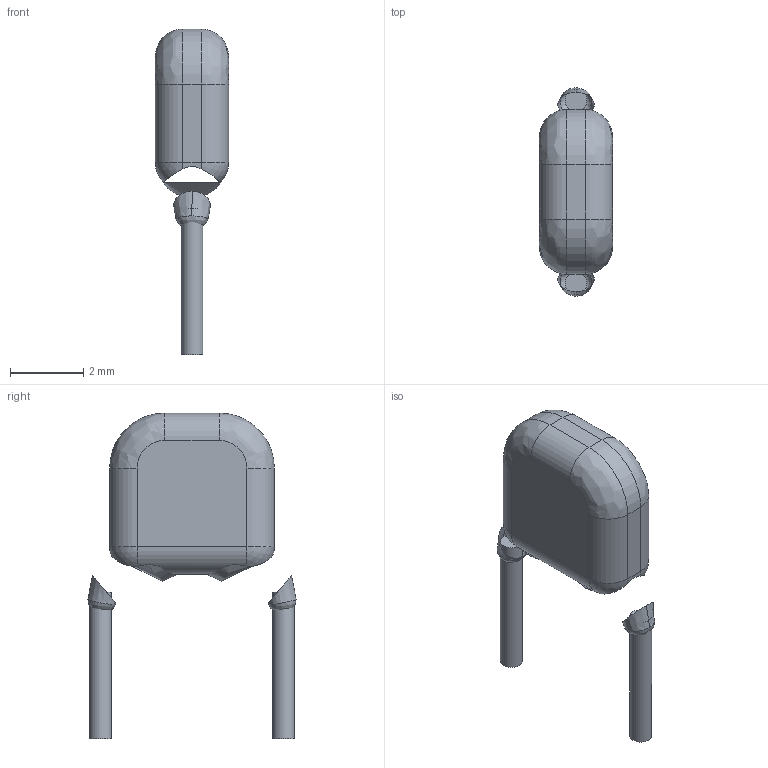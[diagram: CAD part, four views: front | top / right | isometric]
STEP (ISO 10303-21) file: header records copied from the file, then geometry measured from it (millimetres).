
FILE_DESCRIPTION(/* description */ (''),/* implementation_level */ '2;1');
FILE_NAME(/* name */ 'Multilayer Capacitor - 5mm grid.step',/* time_stamp */ '2020-05-12T21:49:17-03:00',/* author */ (''),/* organization */ (''),/* preprocessor_version */ 'ST-DEVELOPER v18.1',/* originating_system */ 'Autodesk Translation Framework v9.2.0.1227',/* authorisation */ '');
FILE_SCHEMA (('AUTOMOTIVE_DESIGN { 1 0 10303 214 3 1 1 }'));
Length unit declared in the file: millimetre
Products named in the file (1): Multilayer Capacitor - 5mm grid
Bounding box: 2 x 5.69 x 8.9 mm (x, y, z)
Volume: 38.9 mm3; surface area: 82.5 mm2
Topology: 3 solids, 3 shells, 44 faces, 98 edges, 60 vertices
Faces by surface type: cylinder 14, bspline 12, plane 12, sphere 4, cone 2
Full cylindrical faces by diameter (mm): 0.6 x2
Entity records: 1812 total; most frequent: CARTESIAN_POINT 839, ORIENTED_EDGE 196, DIRECTION 190, EDGE_CURVE 98, AXIS2_PLACEMENT_3D 81, VERTEX_POINT 60, CIRCLE 46, FACE_OUTER_BOUND 44
